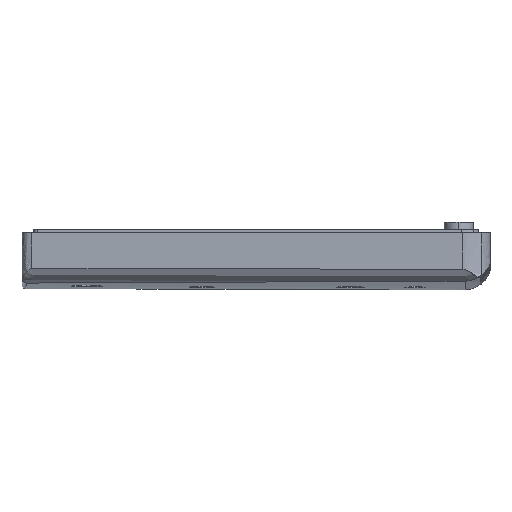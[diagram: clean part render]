
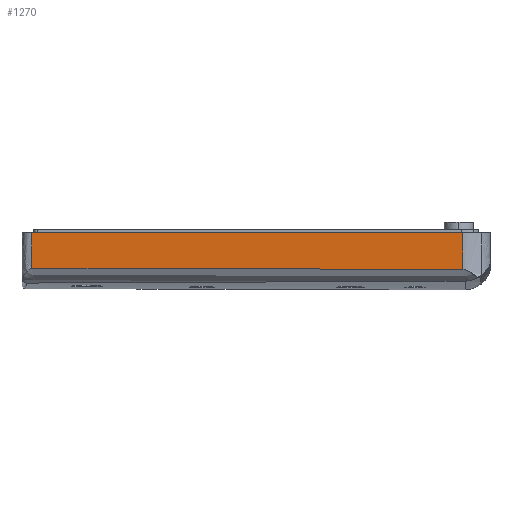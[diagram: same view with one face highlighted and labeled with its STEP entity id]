
A CAD part, left-side view. The second image highlights one B-rep face of the part: STEP entity #1270.
In plain terms, the highlighted free-form (B-spline) face has degree [1, 1] with [2, 2] control points.
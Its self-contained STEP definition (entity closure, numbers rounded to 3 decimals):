
#1235=(
BOUNDED_SURFACE()
B_SPLINE_SURFACE(1,1,((#1236,#1237),(#1238,#1239)),.UNSPECIFIED.,.F.,.F.,.F.)
B_SPLINE_SURFACE_WITH_KNOTS((2,2),(2,2),(0.000,1.000),(0.000,1.000),.UNSPECIFIED.)
GEOMETRIC_REPRESENTATION_ITEM()
RATIONAL_B_SPLINE_SURFACE(((1.,1.),(1.,1.)))
REPRESENTATION_ITEM('')
SURFACE()
);
#1236=CARTESIAN_POINT('',(-16.526,-42.375,5.5));
#1237=CARTESIAN_POINT('',(-16.526,-42.375,0.));
#1238=CARTESIAN_POINT('',(-14.5,-0.951,5.5));
#1239=CARTESIAN_POINT('',(-14.5,-0.951,0.));
#1240=CARTESIAN_POINT('',(-14.5,-0.951,5.5));
#1241=VERTEX_POINT('',#1240);
#1242=(
BOUNDED_CURVE()
B_SPLINE_CURVE(1,(#1243,#1244),.UNSPECIFIED.,.F.,.F.)
B_SPLINE_CURVE_WITH_KNOTS((2,2),(0.000,1.000),.UNSPECIFIED.)
CURVE()
GEOMETRIC_REPRESENTATION_ITEM()
RATIONAL_B_SPLINE_CURVE((1.,1.))
REPRESENTATION_ITEM('')
);
#1243=CARTESIAN_POINT('',(-14.5,-0.951,5.5));
#1244=CARTESIAN_POINT('',(-16.526,-42.375,5.5));
#1245=CARTESIAN_POINT('',(-16.526,-42.375,5.5));
#1246=VERTEX_POINT('',#1245);
#1247=EDGE_CURVE('',#1241,#1246,#1242,.T.);
#1248=ORIENTED_EDGE('',*,*,#1247,.T.);
#1249=(
BOUNDED_CURVE()
B_SPLINE_CURVE(1,(#1250,#1251),.UNSPECIFIED.,.F.,.F.)
B_SPLINE_CURVE_WITH_KNOTS((2,2),(0.000,1.000),.UNSPECIFIED.)
CURVE()
GEOMETRIC_REPRESENTATION_ITEM()
RATIONAL_B_SPLINE_CURVE((1.,1.))
REPRESENTATION_ITEM('')
);
#1250=CARTESIAN_POINT('',(-16.526,-42.375,5.5));
#1251=CARTESIAN_POINT('',(-16.526,-42.375,1.989));
#1252=CARTESIAN_POINT('',(-16.526,-42.375,1.989));
#1253=VERTEX_POINT('',#1252);
#1254=EDGE_CURVE('',#1246,#1253,#1249,.T.);
#1255=ORIENTED_EDGE('',*,*,#1254,.T.);
#1256=(
BOUNDED_CURVE()
B_SPLINE_CURVE(1,(#1257,#1258),.UNSPECIFIED.,.F.,.F.)
B_SPLINE_CURVE_WITH_KNOTS((2,2),(0.000,1.000),.UNSPECIFIED.)
CURVE()
GEOMETRIC_REPRESENTATION_ITEM()
RATIONAL_B_SPLINE_CURVE((1.,1.))
REPRESENTATION_ITEM('')
);
#1257=CARTESIAN_POINT('',(-16.526,-42.375,1.989));
#1258=CARTESIAN_POINT('',(-14.5,-0.951,2.062));
#1259=CARTESIAN_POINT('',(-14.5,-0.951,2.062));
#1260=VERTEX_POINT('',#1259);
#1261=EDGE_CURVE('',#1253,#1260,#1256,.T.);
#1262=ORIENTED_EDGE('',*,*,#1261,.T.);
#1263=(
BOUNDED_CURVE()
B_SPLINE_CURVE(1,(#1264,#1265),.UNSPECIFIED.,.F.,.F.)
B_SPLINE_CURVE_WITH_KNOTS((2,2),(0.000,1.000),.UNSPECIFIED.)
CURVE()
GEOMETRIC_REPRESENTATION_ITEM()
RATIONAL_B_SPLINE_CURVE((1.,1.))
REPRESENTATION_ITEM('')
);
#1264=CARTESIAN_POINT('',(-14.5,-0.951,2.062));
#1265=CARTESIAN_POINT('',(-14.5,-0.951,5.5));
#1266=EDGE_CURVE('',#1260,#1241,#1263,.T.);
#1267=ORIENTED_EDGE('',*,*,#1266,.T.);
#1268=EDGE_LOOP('',(#1248,#1255,#1262,#1267));
#1269=FACE_OUTER_BOUND('',#1268,.T.);
#1270=ADVANCED_FACE('',(#1269),#1235,.T.);
